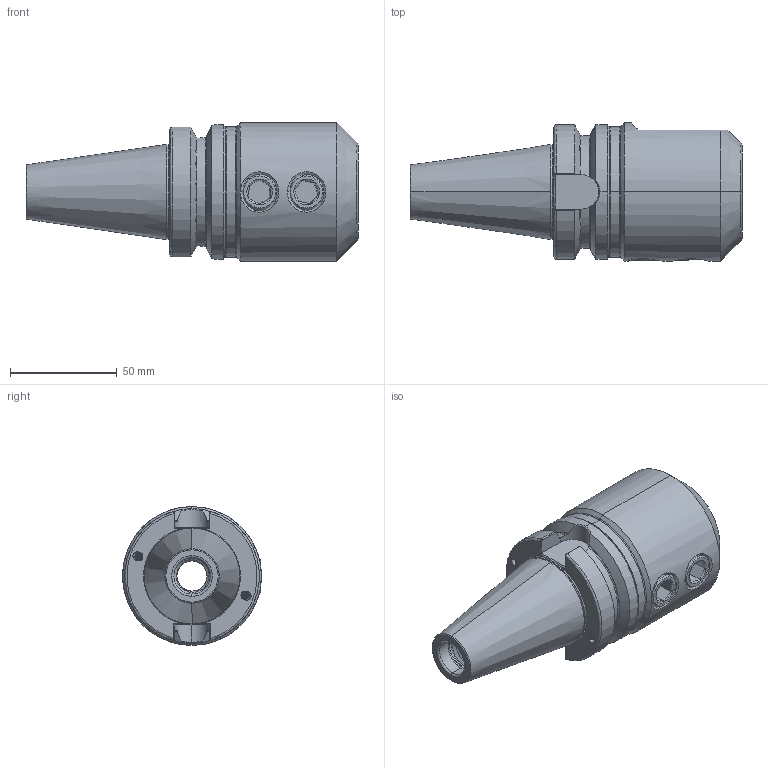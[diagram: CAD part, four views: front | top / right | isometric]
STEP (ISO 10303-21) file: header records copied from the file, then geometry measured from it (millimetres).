
FILE_DESCRIPTION (( 'STEP AP203' ), '1' );
FILE_NAME ('406.05.25.STEP', '2016-08-08T07:02:34', ( '' ), ( '' ), 'SwSTEP 2.0', 'SolidWorks 2012', '' );
FILE_SCHEMA (( 'CONFIG_CONTROL_DESIGN' ));
Length unit declared in the file: millimetre
Products named in the file (3): 406.05.25; 側固18_M18x2_20L
Assembly tree (3 placements, depth 2):
  406.05.25
    406.05.25
    側固18_M18x2_20L  x2
Bounding box: 155.4 x 65 x 65 mm (x, y, z)
Volume: 274144.8 mm3; surface area: 51522.5 mm2
Topology: 3 solids, 3 shells, 361 faces, 981 edges, 627 vertices
Faces by surface type: cylinder 192, plane 56, bspline 48, cone 39, torus 26
Entity records: 40022 total; most frequent: CARTESIAN_POINT 32920, ORIENTED_EDGE 1750, DIRECTION 1085, EDGE_CURVE 875, VERTEX_POINT 560, AXIS2_PLACEMENT_3D 415, EDGE_LOOP 335, FACE_OUTER_BOUND 322
